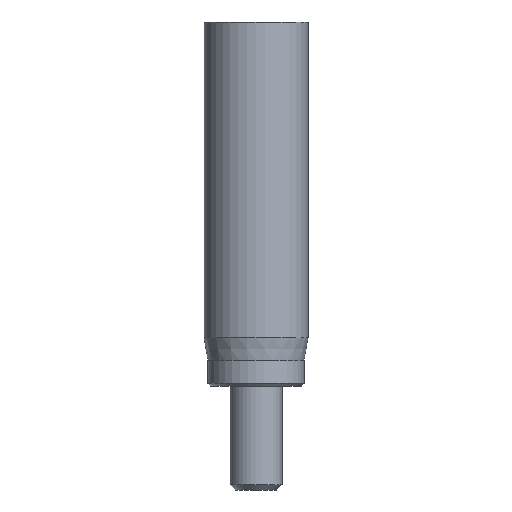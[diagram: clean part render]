
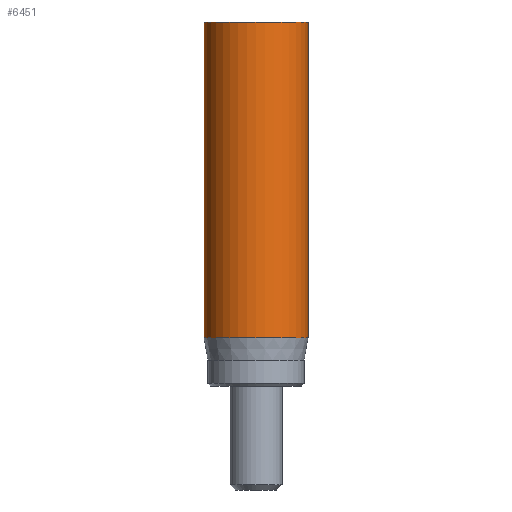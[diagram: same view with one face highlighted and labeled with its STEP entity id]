
A CAD part, front view. The second image highlights one B-rep face of the part: STEP entity #6451.
In plain terms, the highlighted cylindrical face has radius 2 mm (diameter 4 mm), a full revolution.
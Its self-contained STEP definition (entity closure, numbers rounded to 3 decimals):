
#63=CYLINDRICAL_SURFACE('',#6721,2.);
#69=CIRCLE('',#6691,2.);
#83=CIRCLE('',#6719,2.);
#84=CIRCLE('',#6720,2.);
#545=FACE_OUTER_BOUND('',#927,.T.);
#927=EDGE_LOOP('',(#5572,#5573,#5574,#5575,#5576));
#1407=LINE('',#11699,#1895);
#1895=VECTOR('',#7439,2.);
#2916=VERTEX_POINT('',#11644);
#2930=VERTEX_POINT('',#11693);
#2931=VERTEX_POINT('',#11694);
#3811=EDGE_CURVE('',#2916,#2916,#69,.T.);
#3832=EDGE_CURVE('',#2930,#2931,#83,.T.);
#3833=EDGE_CURVE('',#2931,#2930,#84,.T.);
#3835=EDGE_CURVE('',#2916,#2930,#1407,.T.);
#5572=ORIENTED_EDGE('',*,*,#3811,.T.);
#5573=ORIENTED_EDGE('',*,*,#3835,.T.);
#5574=ORIENTED_EDGE('',*,*,#3832,.T.);
#5575=ORIENTED_EDGE('',*,*,#3833,.T.);
#5576=ORIENTED_EDGE('',*,*,#3835,.F.);
#6451=ADVANCED_FACE('',(#545),#63,.T.);
#6691=AXIS2_PLACEMENT_3D('',#11645,#7369,#7370);
#6719=AXIS2_PLACEMENT_3D('',#11695,#7432,#7433);
#6720=AXIS2_PLACEMENT_3D('',#11696,#7434,#7435);
#6721=AXIS2_PLACEMENT_3D('',#11698,#7437,#7438);
#7369=DIRECTION('center_axis',(0.,0.,-1.));
#7370=DIRECTION('ref_axis',(-1.,0.,0.));
#7432=DIRECTION('center_axis',(0.,0.,1.));
#7433=DIRECTION('ref_axis',(-1.,0.,0.));
#7434=DIRECTION('center_axis',(0.,0.,1.));
#7435=DIRECTION('ref_axis',(-1.,0.,0.));
#7437=DIRECTION('center_axis',(0.,0.,1.));
#7438=DIRECTION('ref_axis',(-1.,0.,0.));
#7439=DIRECTION('',(0.,0.,-1.));
#11644=CARTESIAN_POINT('',(2.,0.,14.));
#11645=CARTESIAN_POINT('Origin',(0.,0.,14.));
#11693=CARTESIAN_POINT('',(2.,0.,1.851));
#11694=CARTESIAN_POINT('',(-2.,0.,1.851));
#11695=CARTESIAN_POINT('Origin',(0.,0.,1.851));
#11696=CARTESIAN_POINT('Origin',(0.,0.,1.851));
#11698=CARTESIAN_POINT('Origin',(0.,0.,0.));
#11699=CARTESIAN_POINT('',(2.,0.,0.));
